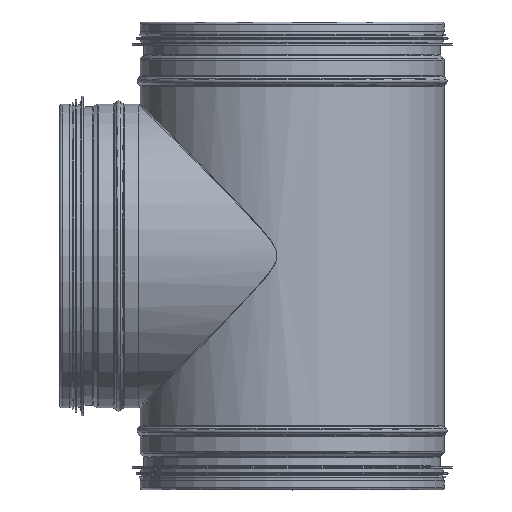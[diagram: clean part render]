
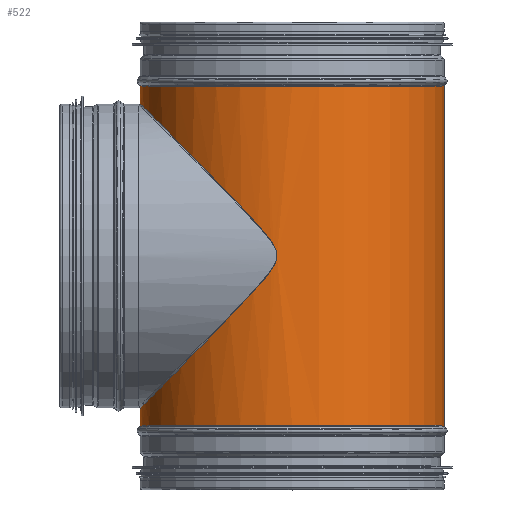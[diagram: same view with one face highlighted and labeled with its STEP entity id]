
A CAD part, top view. The second image highlights one B-rep face of the part: STEP entity #522.
In plain terms, the highlighted cylindrical face has radius 99.475 mm (diameter 198.95 mm), a full revolution.
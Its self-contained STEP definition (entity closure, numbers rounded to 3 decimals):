
#353=CARTESIAN_POINT('',(-9.912,152.5,98.98));
#354=VERTEX_POINT('',#353);
#417=CARTESIAN_POINT('',(-9.911,152.5,98.98));
#418=CARTESIAN_POINT('',(-9.911,153.602,98.98));
#419=CARTESIAN_POINT('',(-10.293,155.807,98.943));
#420=CARTESIAN_POINT('',(-12.1,159.835,98.746));
#421=CARTESIAN_POINT('',(-16.539,166.169,98.159));
#422=CARTESIAN_POINT('',(-23.786,174.428,96.728));
#423=CARTESIAN_POINT('',(-32.451,183.757,94.185));
#424=CARTESIAN_POINT('',(-44.235,196.08,89.501));
#425=CARTESIAN_POINT('',(-58.456,210.71,81.323));
#426=CARTESIAN_POINT('',(-75.929,228.547,65.916));
#427=CARTESIAN_POINT('',(-88.957,241.794,46.782));
#428=CARTESIAN_POINT('',(-96.543,249.498,25.919));
#429=CARTESIAN_POINT('',(-99.595,252.597,8.856));
#430=CARTESIAN_POINT('',(-99.607,252.609,-8.774));
#431=CARTESIAN_POINT('',(-96.556,249.513,-25.85));
#432=CARTESIAN_POINT('',(-90.897,243.761,-41.488));
#433=CARTESIAN_POINT('',(-80.615,233.319,-59.835));
#434=CARTESIAN_POINT('',(-64.146,216.526,-77.688));
#435=CARTESIAN_POINT('',(-45.25,197.175,-89.286));
#436=CARTESIAN_POINT('',(-29.603,180.746,-95.24));
#437=CARTESIAN_POINT('',(-20.465,170.803,-97.453));
#438=CARTESIAN_POINT('',(-14.389,163.196,-98.45));
#439=CARTESIAN_POINT('',(-11.711,159.101,-98.79));
#440=CARTESIAN_POINT('',(-10.216,155.463,-98.95));
#441=CARTESIAN_POINT('',(-9.762,152.525,-98.995));
#442=CARTESIAN_POINT('',(-10.202,149.582,-98.951));
#443=CARTESIAN_POINT('',(-11.683,145.939,-98.793));
#444=CARTESIAN_POINT('',(-14.364,141.849,-98.454));
#445=CARTESIAN_POINT('',(-18.604,136.5,-97.758));
#446=CARTESIAN_POINT('',(-23.705,130.701,-96.672));
#447=CARTESIAN_POINT('',(-31.51,122.23,-94.507));
#448=CARTESIAN_POINT('',(-45.243,107.85,-89.302));
#449=CARTESIAN_POINT('',(-64.096,88.514,-77.706));
#450=CARTESIAN_POINT('',(-83.898,68.344,-56.323));
#451=CARTESIAN_POINT('',(-94.361,57.718,-34.108));
#452=CARTESIAN_POINT('',(-98.073,53.948,-17.358));
#453=CARTESIAN_POINT('',(-99.601,52.397,-5.895));
#454=CARTESIAN_POINT('',(-99.6,52.398,8.805));
#455=CARTESIAN_POINT('',(-96.558,55.487,25.866));
#456=CARTESIAN_POINT('',(-88.978,63.184,46.742));
#457=CARTESIAN_POINT('',(-75.965,76.418,65.877));
#458=CARTESIAN_POINT('',(-58.477,94.265,81.309));
#459=CARTESIAN_POINT('',(-41.406,111.837,91.127));
#460=CARTESIAN_POINT('',(-26.597,127.375,96.184));
#461=CARTESIAN_POINT('',(-16.523,138.85,98.16));
#462=CARTESIAN_POINT('',(-12.104,145.16,98.746));
#463=CARTESIAN_POINT('',(-10.293,149.194,98.943));
#464=CARTESIAN_POINT('',(-9.911,151.398,98.98));
#465=CARTESIAN_POINT('',(-9.911,152.5,98.98));
#466=B_SPLINE_CURVE_WITH_KNOTS('',3,(#417,#418,#419,#420,#421,#422,#423,#424,#425,#426,#427,#428,#429,#430,#431,#432,#433,#434,#435,#436,#437,#438,#439,#440,#441,#442,#443,#444,#445,#446,#447,#448,#449,#450,#451,#452,#453,#454,#455,#456,#457,#458,#459,#460,#461,#462,#463,#464,#465),.UNSPECIFIED.,.T.,.U.,(4,1,1,1,1,1,1,1,1,1,1,1,1,1,1,1,1,1,1,1,1,1,1,1,1,1,1,1,1,1,1,1,1,1,1,1,1,1,1,1,1,1,1,1,1,1,4),(-75.803,-75.465,-75.126,-74.45,-73.096,-71.742,-70.389,-67.681,-64.974,-61.364,-59.56,-57.755,-55.95,-54.145,-52.34,-50.535,-46.926,-43.316,-41.511,-39.706,-39.105,-38.503,-38.202,-37.902,-37.601,-37.3,-36.698,-36.097,-35.194,-34.292,-32.487,-28.877,-25.268,-21.658,-20.756,-19.853,-18.048,-16.244,-14.439,-10.829,-8.122,-5.415,-2.707,-1.354,-0.677,-0.338,0.0),.UNSPECIFIED.);
#467=EDGE_CURVE('',#354,#354,#466,.T.);
#492=CARTESIAN_POINT('',(0.0,97.0,0.0));
#493=DIRECTION('',(0.0,-1.0,0.0));
#494=DIRECTION('',(1.0,0.0,0.0));
#495=AXIS2_PLACEMENT_3D('',#492,#493,#494);
#496=CYLINDRICAL_SURFACE('',#495,99.475);
#497=CARTESIAN_POINT('',(99.475,263.5,0.0));
#498=VERTEX_POINT('',#497);
#499=CARTESIAN_POINT('',(0.0,263.5,0.0));
#500=DIRECTION('',(0.0,-1.0,0.0));
#501=DIRECTION('',(1.0,0.0,0.0));
#502=AXIS2_PLACEMENT_3D('',#499,#500,#501);
#503=CIRCLE('',#502,99.475);
#504=EDGE_CURVE('',#498,#498,#503,.T.);
#505=ORIENTED_EDGE('',*,*,#504,.T.);
#506=EDGE_LOOP('',(#505));
#507=FACE_OUTER_BOUND('',#506,.T.);
#508=CARTESIAN_POINT('',(99.475,41.5,0.0));
#509=VERTEX_POINT('',#508);
#510=CARTESIAN_POINT('',(0.0,41.5,0.0));
#511=DIRECTION('',(0.0,-1.0,0.0));
#512=DIRECTION('',(1.0,0.0,0.0));
#513=AXIS2_PLACEMENT_3D('',#510,#511,#512);
#514=CIRCLE('',#513,99.475);
#515=EDGE_CURVE('',#509,#509,#514,.T.);
#516=ORIENTED_EDGE('',*,*,#515,.F.);
#517=EDGE_LOOP('',(#516));
#518=FACE_BOUND('',#517,.T.);
#519=ORIENTED_EDGE('',*,*,#467,.F.);
#520=EDGE_LOOP('',(#519));
#521=FACE_BOUND('',#520,.T.);
#522=ADVANCED_FACE('',(#507,#518,#521),#496,.T.);
